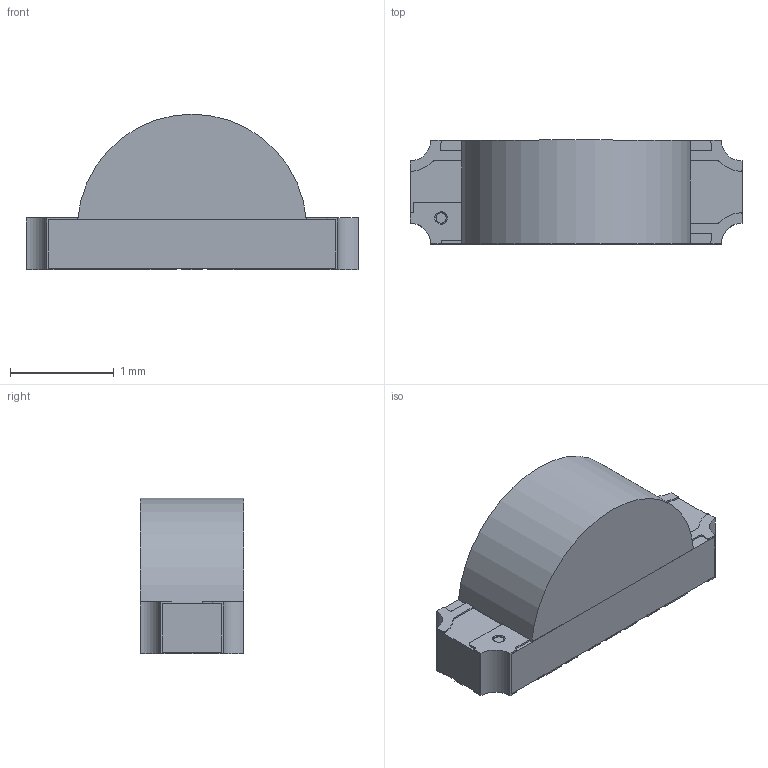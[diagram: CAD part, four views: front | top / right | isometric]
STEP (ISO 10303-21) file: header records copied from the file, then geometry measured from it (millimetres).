
FILE_DESCRIPTION(/* description */ ('Unknown'),/* implementation_level */ '2;1');
FILE_NAME(/* name */ '155124M173200',/* time_stamp */ '2021-02-25T15:15:04+01:00',/* author */ ('Unknown'),/* organization */ ('Unknown'),/* preprocessor_version */ 'ST-DEVELOPER v16.7',/* originating_system */ 'DEX',/* authorisation */ $);
FILE_SCHEMA (('AUTOMOTIVE_DESIGN {1 0 10303 214 3 1 1}'));
Length unit declared in the file: millimetre
Products named in the file (4): 155124M173200; housing; contacts; cap
Assembly tree (3 placements, depth 2):
  155124M173200
    housing
    contacts
    cap
Bounding box: 3.2 x 1 x 1.5 mm (x, y, z)
Volume: 3.2 mm3; surface area: 28.8 mm2
Topology: 9 solids, 9 shells, 406 faces, 1145 edges, 763 vertices
Faces by surface type: plane 240, cylinder 165, cone 1
Full cylindrical faces by diameter (mm): 0.1 x1
Entity records: 14030 total; most frequent: CARTESIAN_POINT 2316, DIRECTION 2302, ORIENTED_EDGE 2286, EDGE_CURVE 1143, LINE 804, VECTOR 804, VERTEX_POINT 763, AXIS2_PLACEMENT_3D 749
